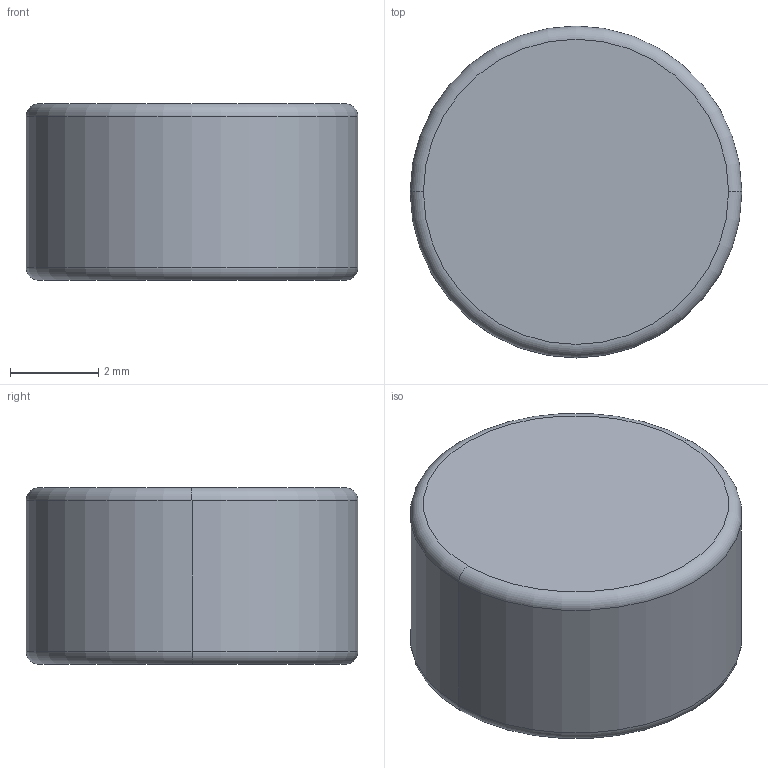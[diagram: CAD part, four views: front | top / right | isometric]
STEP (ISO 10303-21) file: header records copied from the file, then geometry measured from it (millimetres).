
FILE_DESCRIPTION(/* description */ (''),/* implementation_level */ '2;1');
FILE_NAME(/* name */ 'MAGNET_PCIE_CVR_CONCORD.stp',/* time_stamp */ '2023-11-01T20:45:52+03:00',/* author */ (''),/* organization */ (''),/* preprocessor_version */ 'ST-DEVELOPER v16.7',/* originating_system */ 'SIEMENS PLM Software NX 12.0',/* authorisation */ '');
FILE_SCHEMA (('AUTOMOTIVE_DESIGN { 1 0 10303 214 3 1 1 1 }'));
Length unit declared in the file: millimetre
Products named in the file (1): MAGNET_PCIE_CVR_CONCORD
Bounding box: 7.5 x 7.5 x 4 mm (x, y, z)
Volume: 175.8 mm3; surface area: 176.5 mm2
Topology: 1 solids, 1 shells, 8 faces, 14 edges, 8 vertices
Faces by surface type: torus 4, plane 2, cylinder 2
Entity records: 222 total; most frequent: DIRECTION 44, CARTESIAN_POINT 31, ORIENTED_EDGE 28, AXIS2_PLACEMENT_3D 21, EDGE_CURVE 14, CIRCLE 12, ADVANCED_FACE 8, FACE_OUTER_BOUND 8
